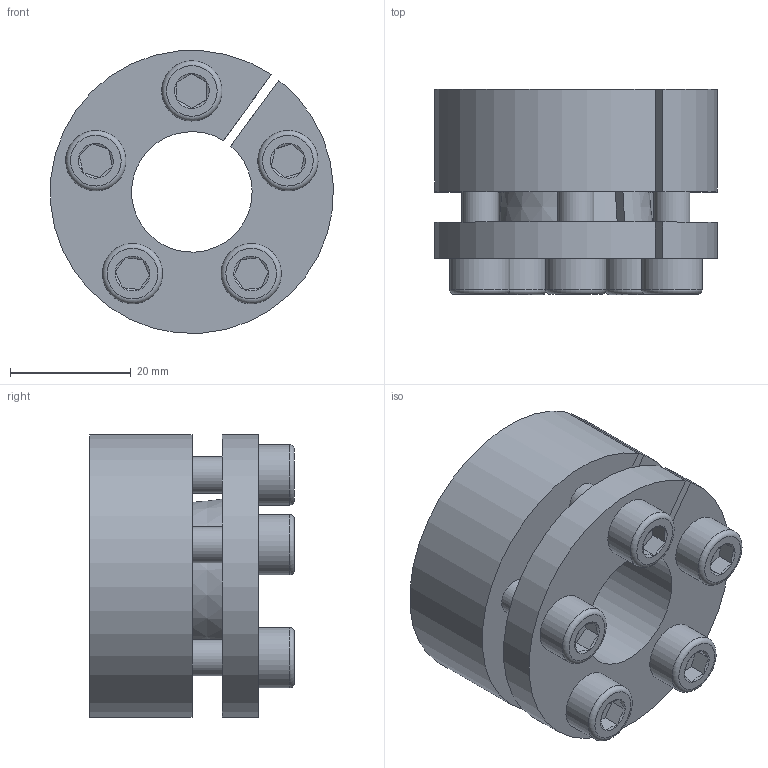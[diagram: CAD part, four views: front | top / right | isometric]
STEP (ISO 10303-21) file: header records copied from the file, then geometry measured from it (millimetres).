
FILE_DESCRIPTION(/* description */ ('Alibre Inc.'),/* implementation_level */ '2;1');
FILE_NAME(/* name */ 'export0',/* time_stamp */ '2012-12-23T13:20:12+01:00',/* author */ (''),/* organization */ (''),/* preprocessor_version */ 'ST-DEVELOPER v14',/* originating_system */ 'Alibre',/* authorisation */ '');
FILE_SCHEMA (('AUTOMOTIVE_DESIGN'));
Length unit declared in the file: millimetre
Bounding box: 46.9 x 34 x 46.88 mm (x, y, z)
Volume: 34511.4 mm3; surface area: 16853.7 mm2
Topology: 6 solids, 6 shells, 147 faces, 285 edges, 170 vertices
Faces by surface type: plane 67, cone 37, cylinder 33, torus 10
Full cylindrical faces by diameter (mm): 5 x5, 6 x20, 10 x5
Entity records: 1404 total; most frequent: CARTESIAN_POINT 265, DIRECTION 219, ORIENTED_EDGE 170, AXIS2_PLACEMENT_3D 106, EDGE_LOOP 88, FACE_BOUND 88, EDGE_CURVE 85, VERTEX_POINT 63
